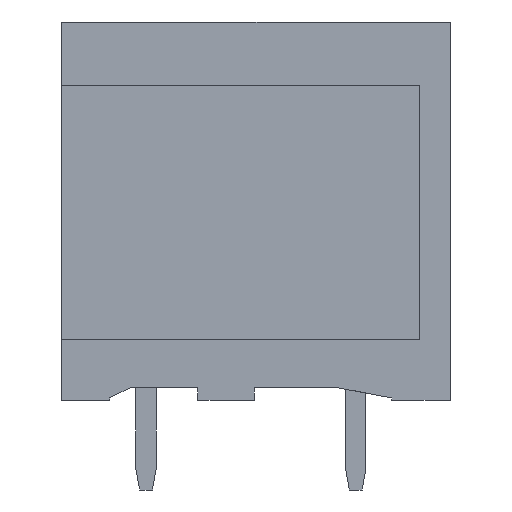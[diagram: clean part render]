
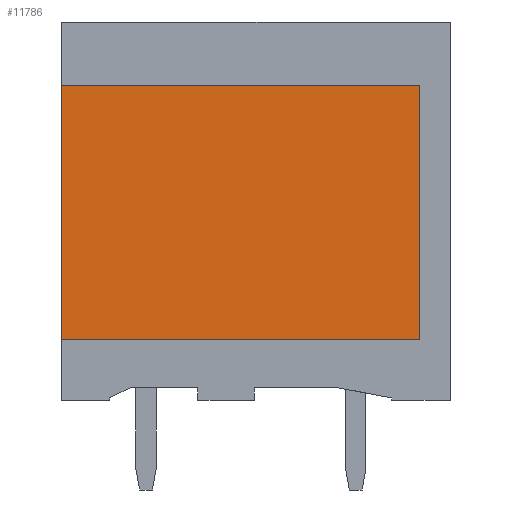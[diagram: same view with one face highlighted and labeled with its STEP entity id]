
A CAD part, left-side view. The second image highlights one B-rep face of the part: STEP entity #11786.
In plain terms, the highlighted planar face has unit normal (-1, 0, 0).
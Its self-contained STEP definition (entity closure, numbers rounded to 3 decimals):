
#11766=AXIS2_PLACEMENT_3D('Plane Axis2P3D',#11763,#11764,#11765) ;
#9485=CARTESIAN_POINT('Vertex',(1.1,15.2,5.9)) ;
#9488=CARTESIAN_POINT('Line Origine',(1.1,15.2,10.85)) ;
#9492=CARTESIAN_POINT('Vertex',(1.1,15.2,15.8)) ;
#11747=CARTESIAN_POINT('Vertex',(1.1,1.2,5.9)) ;
#11750=CARTESIAN_POINT('Line Origine',(1.1,8.2,5.9)) ;
#11763=CARTESIAN_POINT('Axis2P3D Location',(1.1,0.,5.9)) ;
#11768=CARTESIAN_POINT('Line Origine',(1.1,1.2,10.85)) ;
#11772=CARTESIAN_POINT('Vertex',(1.1,1.2,15.8)) ;
#11775=CARTESIAN_POINT('Line Origine',(1.1,8.2,15.8)) ;
#9489=DIRECTION('Vector Direction',(0.,0.,1.)) ;
#11751=DIRECTION('Vector Direction',(0.,1.,0.)) ;
#11764=DIRECTION('Axis2P3D Direction',(-1.,0.,0.)) ;
#11765=DIRECTION('Axis2P3D XDirection',(0.,0.,1.)) ;
#11769=DIRECTION('Vector Direction',(0.,0.,1.)) ;
#11776=DIRECTION('Vector Direction',(0.,1.,0.)) ;
#9490=VECTOR('Line Direction',#9489,1.) ;
#11752=VECTOR('Line Direction',#11751,1.) ;
#11770=VECTOR('Line Direction',#11769,1.) ;
#11777=VECTOR('Line Direction',#11776,1.) ;
#11781=ORIENTED_EDGE('',*,*,#11754,.F.) ;
#11782=ORIENTED_EDGE('',*,*,#11774,.T.) ;
#11783=ORIENTED_EDGE('',*,*,#11779,.T.) ;
#11784=ORIENTED_EDGE('',*,*,#9494,.F.) ;
#11786=ADVANCED_FACE('HOUSING',(#11785),#11767,.T.) ;
#9494=EDGE_CURVE('',#9486,#9493,#9491,.T.) ;
#11754=EDGE_CURVE('',#11748,#9486,#11753,.T.) ;
#11774=EDGE_CURVE('',#11748,#11773,#11771,.T.) ;
#11779=EDGE_CURVE('',#11773,#9493,#11778,.T.) ;
#11780=EDGE_LOOP('',(#11781,#11782,#11783,#11784)) ;
#11785=FACE_OUTER_BOUND('',#11780,.T.) ;
#9491=LINE('Line',#9488,#9490) ;
#11753=LINE('Line',#11750,#11752) ;
#11771=LINE('Line',#11768,#11770) ;
#11778=LINE('Line',#11775,#11777) ;
#11767=PLANE('',#11766) ;
#9486=VERTEX_POINT('',#9485) ;
#9493=VERTEX_POINT('',#9492) ;
#11748=VERTEX_POINT('',#11747) ;
#11773=VERTEX_POINT('',#11772) ;
